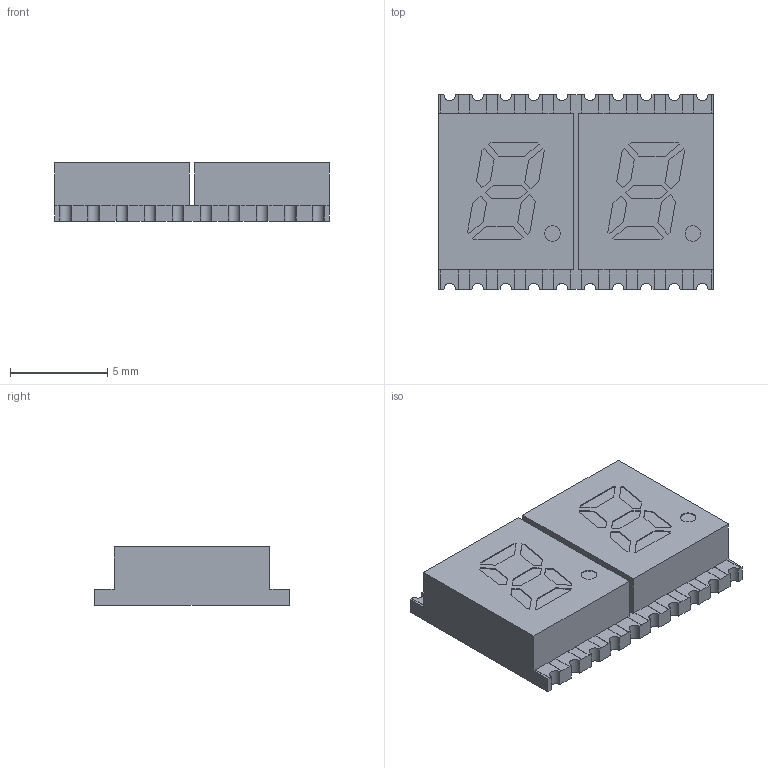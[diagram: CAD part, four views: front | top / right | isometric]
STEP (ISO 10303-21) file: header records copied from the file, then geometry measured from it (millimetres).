
FILE_DESCRIPTION (( 'STEP AP214' ), '1' );
FILE_NAME ('User Library-KCDC02-107.STEP', '2019-02-18T18:22:33', ( '' ), ( '' ), 'SwSTEP 2.0', 'SolidWorks 2019', '' );
FILE_SCHEMA (( 'AUTOMOTIVE_DESIGN' ));
Length unit declared in the file: millimetre
Products named in the file (1): User Library-KCDC02-107
Bounding box: 14.1 x 10 x 3 mm (x, y, z)
Volume: 352.7 mm3; surface area: 456 mm2
Topology: 1 solids, 1 shells, 238 faces, 660 edges, 440 vertices
Faces by surface type: plane 214, cylinder 24
Entity records: 10144 total; most frequent: CARTESIAN_POINT 1339, ORIENTED_EDGE 1320, DIRECTION 1186, EDGE_CURVE 660, LINE 612, VECTOR 612, VERTEX_POINT 440, AXIS2_PLACEMENT_3D 287
